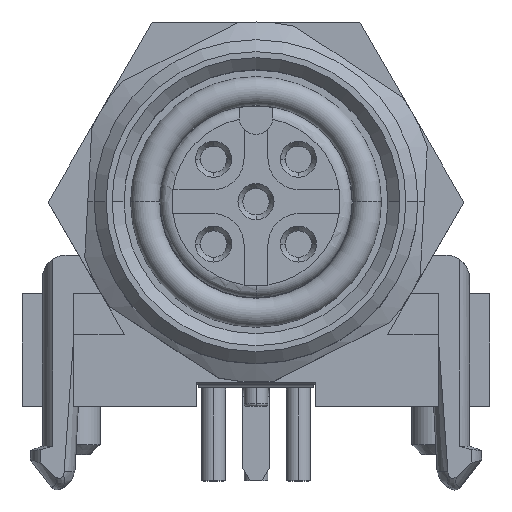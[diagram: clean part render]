
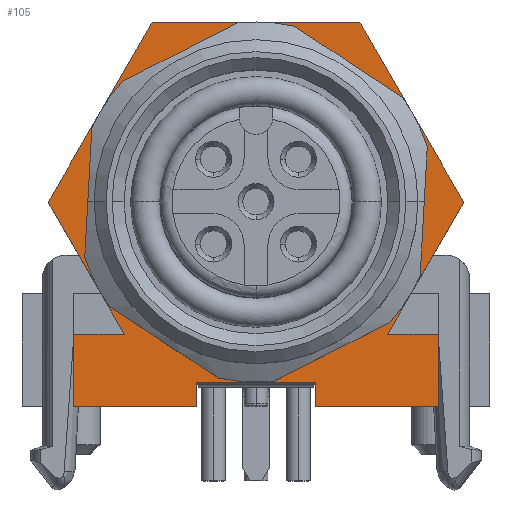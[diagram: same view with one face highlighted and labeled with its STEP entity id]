
A CAD part, top view. The second image highlights one B-rep face of the part: STEP entity #105.
In plain terms, the highlighted planar face has unit normal (0, 0, 1).
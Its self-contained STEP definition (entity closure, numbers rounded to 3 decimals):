
#105=ADVANCED_FACE('',(#460,#461),#462,.F.);
#460=FACE_OUTER_BOUND('',#1058,.T.);
#461=FACE_BOUND('',#1059,.T.);
#462=PLANE('',#1060);
#1058=EDGE_LOOP('',(#5114,#5115,#5116,#5117,#5118,#5119,#5120,#5121,#5122,#5123,#5124,#5125,#5126,#5127));
#1059=EDGE_LOOP('',(#5128,#5129));
#1060=AXIS2_PLACEMENT_3D('',#5130,#5131,#5132);
#5114=ORIENTED_EDGE('',*,*,#7179,.T.);
#5115=ORIENTED_EDGE('',*,*,#7180,.F.);
#5116=ORIENTED_EDGE('',*,*,#7181,.F.);
#5117=ORIENTED_EDGE('',*,*,#7182,.F.);
#5118=ORIENTED_EDGE('',*,*,#7183,.T.);
#5119=ORIENTED_EDGE('',*,*,#7184,.F.);
#5120=ORIENTED_EDGE('',*,*,#7185,.F.);
#5121=ORIENTED_EDGE('',*,*,#7186,.F.);
#5122=ORIENTED_EDGE('',*,*,#7187,.T.);
#5123=ORIENTED_EDGE('',*,*,#7188,.F.);
#5124=ORIENTED_EDGE('',*,*,#7189,.T.);
#5125=ORIENTED_EDGE('',*,*,#7190,.F.);
#5126=ORIENTED_EDGE('',*,*,#7191,.T.);
#5127=ORIENTED_EDGE('',*,*,#7192,.T.);
#5128=ORIENTED_EDGE('',*,*,#7175,.T.);
#5129=ORIENTED_EDGE('',*,*,#7178,.T.);
#5130=CARTESIAN_POINT('',(0.0,0.0,-14.0));
#5131=DIRECTION('',(0.0,0.0,-1.0));
#5132=DIRECTION('',(0.0,-1.0,0.0));
#7175=EDGE_CURVE('',#8073,#8074,#8075,.T.);
#7178=EDGE_CURVE('',#8074,#8073,#8078,.T.);
#7179=EDGE_CURVE('',#8079,#8080,#8081,.T.);
#7180=EDGE_CURVE('',#8082,#8080,#8083,.T.);
#7181=EDGE_CURVE('',#8084,#8082,#8085,.T.);
#7182=EDGE_CURVE('',#8086,#8084,#8087,.T.);
#7183=EDGE_CURVE('',#8086,#8088,#8089,.T.);
#7184=EDGE_CURVE('',#8090,#8088,#8091,.T.);
#7185=EDGE_CURVE('',#8092,#8090,#8093,.T.);
#7186=EDGE_CURVE('',#8094,#8092,#8095,.T.);
#7187=EDGE_CURVE('',#8094,#8096,#8097,.T.);
#7188=EDGE_CURVE('',#8098,#8096,#8099,.T.);
#7189=EDGE_CURVE('',#8098,#8100,#8101,.T.);
#7190=EDGE_CURVE('',#8102,#8100,#8103,.T.);
#7191=EDGE_CURVE('',#8102,#8104,#8105,.T.);
#7192=EDGE_CURVE('',#8104,#8079,#8106,.T.);
#8073=VERTEX_POINT('',#11691);
#8074=VERTEX_POINT('',#11692);
#8075=CIRCLE('',#11693,7.);
#8078=CIRCLE('',#11698,7.);
#8079=VERTEX_POINT('',#11699);
#8080=VERTEX_POINT('',#11700);
#8081=LINE('',#11701,#11702);
#8082=VERTEX_POINT('',#11703);
#8083=LINE('',#11704,#11705);
#8084=VERTEX_POINT('',#11706);
#8085=LINE('',#11707,#11708);
#8086=VERTEX_POINT('',#11709);
#8087=LINE('',#11710,#11711);
#8088=VERTEX_POINT('',#11712);
#8089=LINE('',#11713,#11714);
#8090=VERTEX_POINT('',#11715);
#8091=LINE('',#11716,#11717);
#8092=VERTEX_POINT('',#11718);
#8093=LINE('',#11719,#11720);
#8094=VERTEX_POINT('',#11721);
#8095=LINE('',#11722,#11723);
#8096=VERTEX_POINT('',#11724);
#8097=LINE('',#11725,#11726);
#8098=VERTEX_POINT('',#11727);
#8099=LINE('',#11728,#11729);
#8100=VERTEX_POINT('',#11730);
#8101=LINE('',#11731,#11732);
#8102=VERTEX_POINT('',#11733);
#8103=LINE('',#11734,#11735);
#8104=VERTEX_POINT('',#11736);
#8105=LINE('',#11737,#11738);
#8106=LINE('',#11739,#11740);
#11691=CARTESIAN_POINT('',(-7.,0.0,-14.0));
#11692=CARTESIAN_POINT('',(7.,0.0,-14.0));
#11693=AXIS2_PLACEMENT_3D('',#16047,#16048,#16049);
#11698=AXIS2_PLACEMENT_3D('',#16052,#16053,#16054);
#11699=CARTESIAN_POINT('',(2.5,-7.5,-14.0));
#11700=CARTESIAN_POINT('',(2.5,-8.5,-14.0));
#11701=CARTESIAN_POINT('',(2.5,-7.5,-14.0));
#11702=VECTOR('',#16055,1.);
#11703=CARTESIAN_POINT('',(7.6,-8.5,-14.0));
#11704=CARTESIAN_POINT('',(7.6,-8.5,-14.0));
#11705=VECTOR('',#16056,5.1);
#11706=CARTESIAN_POINT('',(7.6,-5.5,-14.0));
#11707=CARTESIAN_POINT('',(7.6,-5.5,-14.0));
#11708=VECTOR('',#16057,3.0);
#11709=CARTESIAN_POINT('',(5.485,-5.5,-14.0));
#11710=CARTESIAN_POINT('',(5.485,-5.5,-14.0));
#11711=VECTOR('',#16058,2.115);
#11712=CARTESIAN_POINT('',(8.66,0.0,-14.0));
#11713=CARTESIAN_POINT('',(5.485,-5.5,-14.0));
#11714=VECTOR('',#16059,6.351);
#11715=CARTESIAN_POINT('',(4.33,7.5,-14.0));
#11716=CARTESIAN_POINT('',(4.33,7.5,-14.0));
#11717=VECTOR('',#16060,8.66);
#11718=CARTESIAN_POINT('',(-4.33,7.5,-14.0));
#11719=CARTESIAN_POINT('',(-4.33,7.5,-14.0));
#11720=VECTOR('',#16061,8.66);
#11721=CARTESIAN_POINT('',(-8.66,0.0,-14.0));
#11722=CARTESIAN_POINT('',(-8.66,0.0,-14.0));
#11723=VECTOR('',#16062,8.66);
#11724=CARTESIAN_POINT('',(-5.485,-5.5,-14.0));
#11725=CARTESIAN_POINT('',(-8.66,0.0,-14.0));
#11726=VECTOR('',#16063,6.351);
#11727=CARTESIAN_POINT('',(-7.6,-5.5,-14.0));
#11728=CARTESIAN_POINT('',(-7.6,-5.5,-14.0));
#11729=VECTOR('',#16064,2.115);
#11730=CARTESIAN_POINT('',(-7.6,-8.5,-14.0));
#11731=CARTESIAN_POINT('',(-7.6,-5.5,-14.0));
#11732=VECTOR('',#16065,3.0);
#11733=CARTESIAN_POINT('',(-2.5,-8.5,-14.0));
#11734=CARTESIAN_POINT('',(-2.5,-8.5,-14.0));
#11735=VECTOR('',#16066,5.1);
#11736=CARTESIAN_POINT('',(-2.5,-7.5,-14.0));
#11737=CARTESIAN_POINT('',(-2.5,-8.5,-14.0));
#11738=VECTOR('',#16067,1.);
#11739=CARTESIAN_POINT('',(-2.5,-7.5,-14.0));
#11740=VECTOR('',#16068,5.0);
#16047=CARTESIAN_POINT('',(0.0,0.0,-14.0));
#16048=DIRECTION('',(0.0,0.0,-1.0));
#16049=DIRECTION('',(-1.0,0.0,0.0));
#16052=CARTESIAN_POINT('',(0.0,0.0,-14.0));
#16053=DIRECTION('',(0.0,0.0,-1.0));
#16054=DIRECTION('',(1.0,0.0,0.0));
#16055=DIRECTION('',(0.0,-1.0,0.0));
#16056=DIRECTION('',(-1.0,0.0,0.0));
#16057=DIRECTION('',(0.0,-1.0,0.0));
#16058=DIRECTION('',(1.0,0.,0.0));
#16059=DIRECTION('',(0.5,0.866,0.0));
#16060=DIRECTION('',(0.5,-0.866,0.0));
#16061=DIRECTION('',(1.0,0.0,0.0));
#16062=DIRECTION('',(0.5,0.866,0.0));
#16063=DIRECTION('',(0.5,-0.866,0.0));
#16064=DIRECTION('',(1.0,0.,0.0));
#16065=DIRECTION('',(0.0,-1.0,0.0));
#16066=DIRECTION('',(-1.0,0.0,0.0));
#16067=DIRECTION('',(0.0,1.0,0.0));
#16068=DIRECTION('',(1.0,0.0,0.0));
